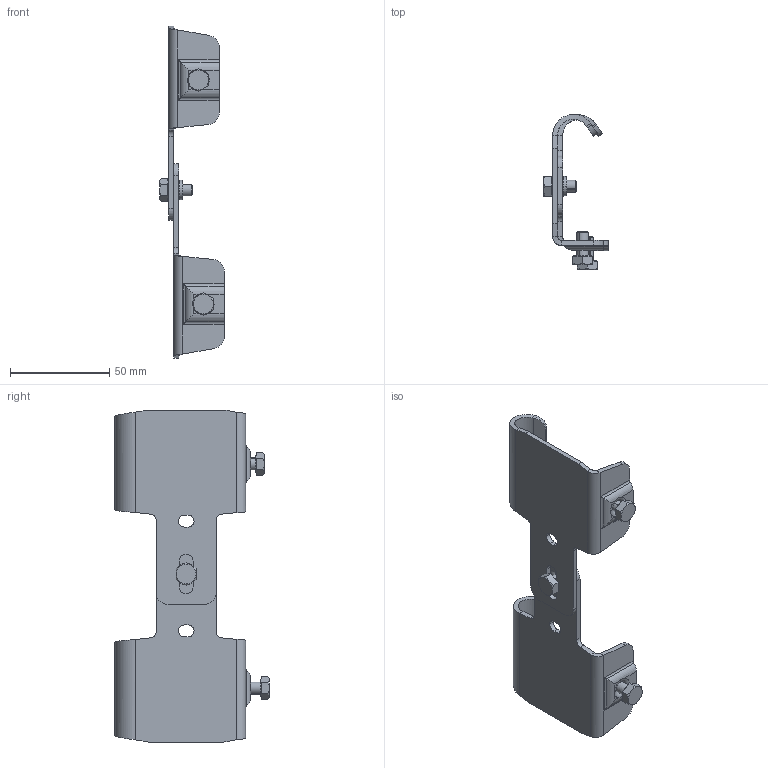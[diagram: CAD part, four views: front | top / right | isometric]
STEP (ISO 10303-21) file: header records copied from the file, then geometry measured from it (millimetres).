
FILE_DESCRIPTION (( 'STEP AP203' ), '1' );
FILE_NAME ('10-02-1306.STEP', '2013-05-02T12:20:57', ( 'asennus' ), ( '' ), 'SwSTEP 2.0', 'SolidWorks 2013', '' );
FILE_SCHEMA (( 'CONFIG_CONTROL_DESIGN' ));
Length unit declared in the file: millimetre
Products named in the file (1): 10-02-1306
Bounding box: 32.5 x 78 x 167.4 mm (x, y, z)
Surface area: 30784.5 mm2 (no closed solid volume)
Topology: 0 solids, 8 shells, 227 faces, 552 edges, 340 vertices
Faces by surface type: cylinder 92, plane 91, cone 24, torus 12, bspline 8
Entity records: 7272 total; most frequent: CARTESIAN_POINT 1962, ORIENTED_EDGE 1092, DIRECTION 1086, EDGE_CURVE 552, AXIS2_PLACEMENT_3D 412, VERTEX_POINT 340, VECTOR 262, LINE 262
